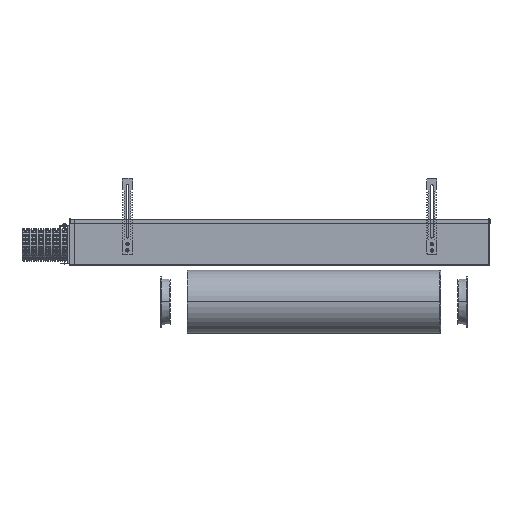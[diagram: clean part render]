
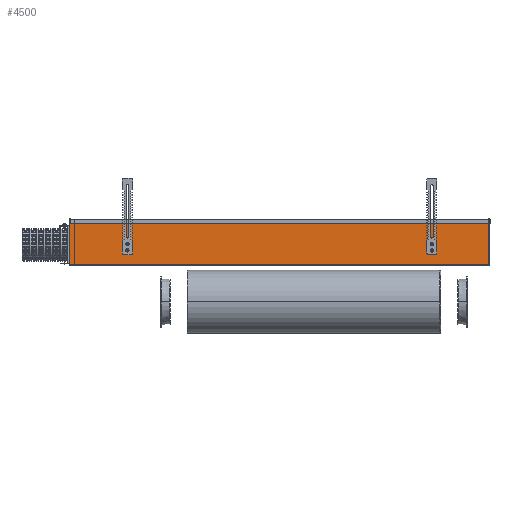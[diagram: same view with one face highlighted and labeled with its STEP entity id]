
A CAD part, left-side view. The second image highlights one B-rep face of the part: STEP entity #4500.
In plain terms, the highlighted planar face has unit normal (-1, 0, 0).
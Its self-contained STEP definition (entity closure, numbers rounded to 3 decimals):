
#1610=CARTESIAN_POINT('',(-207.5,413.625,92.));
#1620=VERTEX_POINT('',#1610);
#1650=CARTESIAN_POINT('',(-207.5,413.625,0.));
#1660=DIRECTION('',(0.,0.,1.));
#1670=VECTOR('',#1660,1.);
#1680=LINE('',#1650,#1670);
#1690=CARTESIAN_POINT('',(-207.5,413.625,2.));
#1700=VERTEX_POINT('',#1690);
#1710=EDGE_CURVE('',#1700,#1620,#1680,.T.);
#3280=CARTESIAN_POINT('',(-207.5,413.625,0.));
#3290=DIRECTION('',(-1.,0.,0.));
#3300=DIRECTION('',(0.,-1.,0.));
#3310=AXIS2_PLACEMENT_3D('',#3280,#3290,#3300);
#3320=PLANE('',#3310);
#3330=CARTESIAN_POINT('',(-207.5,-300.,30.));
#3340=DIRECTION('',(1.,0.,0.));
#3350=DIRECTION('',(0.,-1.,0.));
#3360=AXIS2_PLACEMENT_3D('',#3330,#3340,#3350);
#3370=CIRCLE('',#3360,1.75);
#3380=CARTESIAN_POINT('',(-207.5,-301.75,30.));
#3390=VERTEX_POINT('',#3380);
#3400=CARTESIAN_POINT('',(-207.5,-298.25,30.));
#3410=VERTEX_POINT('',#3400);
#3420=EDGE_CURVE('',#3390,#3410,#3370,.T.);
#3430=ORIENTED_EDGE('',*,*,#3420,.T.);
#3440=EDGE_CURVE('',#3410,#3390,#3370,.T.);
#3450=ORIENTED_EDGE('',*,*,#3440,.T.);
#3460=EDGE_LOOP('',(#3450,#3430));
#3470=FACE_BOUND('',#3460,.T.);
#3480=CARTESIAN_POINT('',(-207.5,-300.,42.5));
#3490=DIRECTION('',(1.,0.,0.));
#3500=DIRECTION('',(0.,-1.,0.));
#3510=AXIS2_PLACEMENT_3D('',#3480,#3490,#3500);
#3520=CIRCLE('',#3510,1.75);
#3530=CARTESIAN_POINT('',(-207.5,-298.25,42.5));
#3540=VERTEX_POINT('',#3530);
#3550=CARTESIAN_POINT('',(-207.5,-301.75,42.5));
#3560=VERTEX_POINT('',#3550);
#3570=EDGE_CURVE('',#3540,#3560,#3520,.T.);
#3580=ORIENTED_EDGE('',*,*,#3570,.T.);
#3590=EDGE_CURVE('',#3560,#3540,#3520,.T.);
#3600=ORIENTED_EDGE('',*,*,#3590,.T.);
#3610=EDGE_LOOP('',(#3600,#3580));
#3620=FACE_BOUND('',#3610,.T.);
#3630=CARTESIAN_POINT('',(-207.5,300.,30.));
#3640=DIRECTION('',(1.,0.,0.));
#3650=DIRECTION('',(0.,-1.,0.));
#3660=AXIS2_PLACEMENT_3D('',#3630,#3640,#3650);
#3670=CIRCLE('',#3660,1.75);
#3680=CARTESIAN_POINT('',(-207.5,301.75,30.));
#3690=VERTEX_POINT('',#3680);
#3700=CARTESIAN_POINT('',(-207.5,298.25,30.));
#3710=VERTEX_POINT('',#3700);
#3720=EDGE_CURVE('',#3690,#3710,#3670,.T.);
#3730=ORIENTED_EDGE('',*,*,#3720,.T.);
#3740=EDGE_CURVE('',#3710,#3690,#3670,.T.);
#3750=ORIENTED_EDGE('',*,*,#3740,.T.);
#3760=EDGE_LOOP('',(#3750,#3730));
#3770=FACE_BOUND('',#3760,.T.);
#3780=CARTESIAN_POINT('',(-207.5,300.,42.5));
#3790=DIRECTION('',(1.,0.,0.));
#3800=DIRECTION('',(0.,-1.,0.));
#3810=AXIS2_PLACEMENT_3D('',#3780,#3790,#3800);
#3820=CIRCLE('',#3810,1.75);
#3830=CARTESIAN_POINT('',(-207.5,298.25,42.5));
#3840=VERTEX_POINT('',#3830);
#3850=CARTESIAN_POINT('',(-207.5,301.75,42.5));
#3860=VERTEX_POINT('',#3850);
#3870=EDGE_CURVE('',#3840,#3860,#3820,.T.);
#3880=ORIENTED_EDGE('',*,*,#3870,.T.);
#3890=EDGE_CURVE('',#3860,#3840,#3820,.T.);
#3900=ORIENTED_EDGE('',*,*,#3890,.T.);
#3910=EDGE_LOOP('',(#3900,#3880));
#3920=FACE_BOUND('',#3910,.T.);
#3930=CARTESIAN_POINT('',(-207.5,0.,91.95));
#3940=DIRECTION('',(0.,-1.,0.));
#3950=VECTOR('',#3940,1.);
#3960=LINE('',#3930,#3950);
#3970=CARTESIAN_POINT('',(-207.5,-412.554,91.95));
#3980=VERTEX_POINT('',#3970);
#3990=CARTESIAN_POINT('',(-207.5,-413.625,91.95));
#4000=VERTEX_POINT('',#3990);
#4010=EDGE_CURVE('',#3980,#4000,#3960,.T.);
#4020=ORIENTED_EDGE('',*,*,#4010,.F.);
#4030=CARTESIAN_POINT('',(-207.5,-413.625,0.));
#4040=DIRECTION('',(0.,0.,1.));
#4050=VECTOR('',#4040,1.);
#4060=LINE('',#4030,#4050);
#4070=CARTESIAN_POINT('',(-207.5,-413.625,2.));
#4080=VERTEX_POINT('',#4070);
#4090=EDGE_CURVE('',#4080,#4000,#4060,.T.);
#4100=ORIENTED_EDGE('',*,*,#4090,.T.);
#4110=CARTESIAN_POINT('',(-207.5,412.554,2.));
#4120=DIRECTION('',(0.,-1.,0.));
#4130=VECTOR('',#4120,1.);
#4140=LINE('',#4110,#4130);
#4150=EDGE_CURVE('',#1700,#4080,#4140,.T.);
#4160=ORIENTED_EDGE('',*,*,#4150,.T.);
#4170=ORIENTED_EDGE('',*,*,#1710,.F.);
#4180=CARTESIAN_POINT('',(-207.5,0.,92.));
#4190=DIRECTION('',(0.,1.,0.));
#4200=VECTOR('',#4190,1.);
#4210=LINE('',#4180,#4200);
#4220=CARTESIAN_POINT('',(-207.5,412.554,92.));
#4230=VERTEX_POINT('',#4220);
#4240=EDGE_CURVE('',#4230,#1620,#4210,.T.);
#4250=ORIENTED_EDGE('',*,*,#4240,.T.);
#4260=CARTESIAN_POINT('',(-207.5,412.554,0.));
#4270=DIRECTION('',(0.,0.,1.));
#4280=VECTOR('',#4270,1.);
#4290=LINE('',#4260,#4280);
#4300=CARTESIAN_POINT('',(-207.5,412.554,83.));
#4310=VERTEX_POINT('',#4300);
#4320=EDGE_CURVE('',#4310,#4230,#4290,.T.);
#4330=ORIENTED_EDGE('',*,*,#4320,.T.);
#4340=CARTESIAN_POINT('',(-207.5,0.,83.));
#4350=DIRECTION('',(0.,1.,0.));
#4360=VECTOR('',#4350,1.);
#4370=LINE('',#4340,#4360);
#4380=CARTESIAN_POINT('',(-207.5,-412.554,83.));
#4390=VERTEX_POINT('',#4380);
#4400=EDGE_CURVE('',#4390,#4310,#4370,.T.);
#4410=ORIENTED_EDGE('',*,*,#4400,.T.);
#4420=CARTESIAN_POINT('',(-207.5,-412.554,0.));
#4430=DIRECTION('',(0.,0.,1.));
#4440=VECTOR('',#4430,1.);
#4450=LINE('',#4420,#4440);
#4460=EDGE_CURVE('',#4390,#3980,#4450,.T.);
#4470=ORIENTED_EDGE('',*,*,#4460,.F.);
#4480=EDGE_LOOP('',(#4470,#4410,#4330,#4250,#4170,#4160,#4100,#4020));
#4490=FACE_OUTER_BOUND('',#4480,.T.);
#4500=ADVANCED_FACE('',(#3470,#3620,#3770,#3920,#4490),#3320,.T.);
